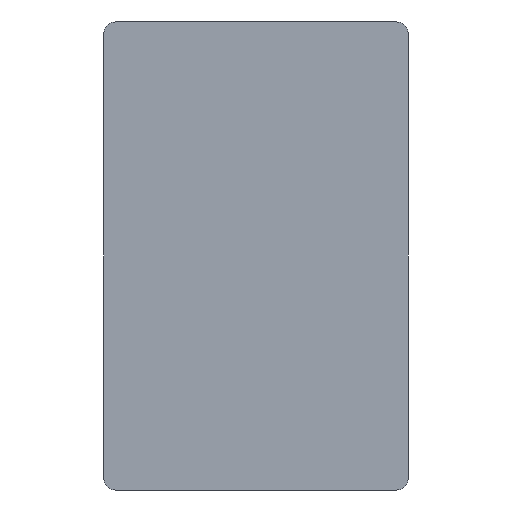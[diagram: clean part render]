
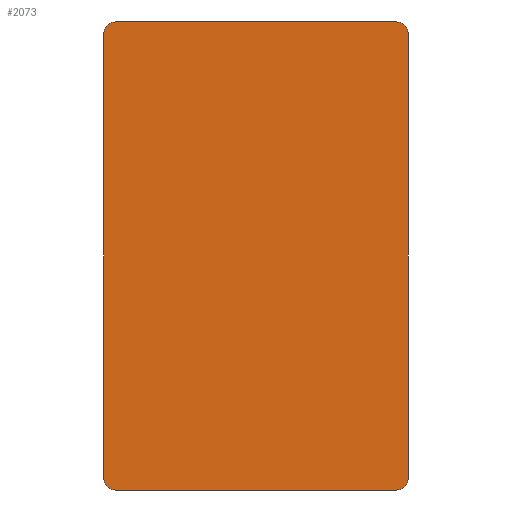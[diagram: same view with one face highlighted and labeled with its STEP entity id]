
A CAD part, front view. The second image highlights one B-rep face of the part: STEP entity #2073.
In plain terms, the highlighted planar face has unit normal (0, -1, 0).
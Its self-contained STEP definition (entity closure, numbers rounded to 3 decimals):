
#199=CIRCLE('',#2316,2.);
#200=CIRCLE('',#2317,2.);
#201=CIRCLE('',#2318,2.);
#202=CIRCLE('',#2319,2.);
#732=ORIENTED_EDGE('',*,*,#1071,.F.);
#733=ORIENTED_EDGE('',*,*,#1072,.F.);
#734=ORIENTED_EDGE('',*,*,#1073,.F.);
#735=ORIENTED_EDGE('',*,*,#1074,.F.);
#736=ORIENTED_EDGE('',*,*,#1075,.F.);
#737=ORIENTED_EDGE('',*,*,#1076,.F.);
#738=ORIENTED_EDGE('',*,*,#1077,.F.);
#739=ORIENTED_EDGE('',*,*,#1078,.F.);
#1071=EDGE_CURVE('',#1279,#1280,#1407,.T.);
#1072=EDGE_CURVE('',#1281,#1279,#199,.T.);
#1073=EDGE_CURVE('',#1282,#1281,#1408,.T.);
#1074=EDGE_CURVE('',#1283,#1282,#200,.T.);
#1075=EDGE_CURVE('',#1284,#1283,#1409,.T.);
#1076=EDGE_CURVE('',#1285,#1284,#201,.T.);
#1077=EDGE_CURVE('',#1286,#1285,#1410,.T.);
#1078=EDGE_CURVE('',#1280,#1286,#202,.T.);
#1279=VERTEX_POINT('',#3649);
#1280=VERTEX_POINT('',#3650);
#1281=VERTEX_POINT('',#3652);
#1282=VERTEX_POINT('',#3654);
#1283=VERTEX_POINT('',#3656);
#1284=VERTEX_POINT('',#3658);
#1285=VERTEX_POINT('',#3660);
#1286=VERTEX_POINT('',#3662);
#1407=LINE('',#3648,#1535);
#1408=LINE('',#3653,#1536);
#1409=LINE('',#3657,#1537);
#1410=LINE('',#3661,#1538);
#1535=VECTOR('',#2879,1000.);
#1536=VECTOR('',#2882,1000.);
#1537=VECTOR('',#2885,1000.);
#1538=VECTOR('',#2888,1000.);
#1696=EDGE_LOOP('',(#732,#733,#734,#735,#736,#737,#738,#739));
#1876=FACE_BOUND('',#1696,.T.);
#1953=PLANE('',#2315);
#2073=ADVANCED_FACE('',(#1876),#1953,.F.);
#2315=AXIS2_PLACEMENT_3D('',#3647,#2877,#2878);
#2316=AXIS2_PLACEMENT_3D('',#3651,#2880,#2881);
#2317=AXIS2_PLACEMENT_3D('',#3655,#2883,#2884);
#2318=AXIS2_PLACEMENT_3D('',#3659,#2886,#2887);
#2319=AXIS2_PLACEMENT_3D('',#3663,#2889,#2890);
#2877=DIRECTION('',(0.,1.,0.));
#2878=DIRECTION('',(0.,0.,1.));
#2879=DIRECTION('',(0.,0.,1.));
#2880=DIRECTION('',(0.,1.,0.));
#2881=DIRECTION('',(1.,0.,0.));
#2882=DIRECTION('',(-1.,0.,0.));
#2883=DIRECTION('',(0.,1.,0.));
#2884=DIRECTION('',(1.,0.,0.));
#2885=DIRECTION('',(0.,0.,-1.));
#2886=DIRECTION('',(0.,1.,0.));
#2887=DIRECTION('',(1.,0.,0.));
#2888=DIRECTION('',(1.,0.,0.));
#2889=DIRECTION('',(0.,1.,0.));
#2890=DIRECTION('',(1.,0.,0.));
#3647=CARTESIAN_POINT('',(-24.,0.,38.));
#3648=CARTESIAN_POINT('',(-26.,0.,-38.));
#3649=CARTESIAN_POINT('',(-26.,0.,-38.));
#3650=CARTESIAN_POINT('',(-26.,0.,38.));
#3651=CARTESIAN_POINT('',(-24.,0.,-38.));
#3652=CARTESIAN_POINT('',(-24.,0.,-40.));
#3653=CARTESIAN_POINT('',(24.,0.,-40.));
#3654=CARTESIAN_POINT('',(24.,0.,-40.));
#3655=CARTESIAN_POINT('',(24.,0.,-38.));
#3656=CARTESIAN_POINT('',(26.,0.,-38.));
#3657=CARTESIAN_POINT('',(26.,0.,38.));
#3658=CARTESIAN_POINT('',(26.,0.,38.));
#3659=CARTESIAN_POINT('',(24.,0.,38.));
#3660=CARTESIAN_POINT('',(24.,0.,40.));
#3661=CARTESIAN_POINT('',(-24.,0.,40.));
#3662=CARTESIAN_POINT('',(-24.,0.,40.));
#3663=CARTESIAN_POINT('',(-24.,0.,38.));
